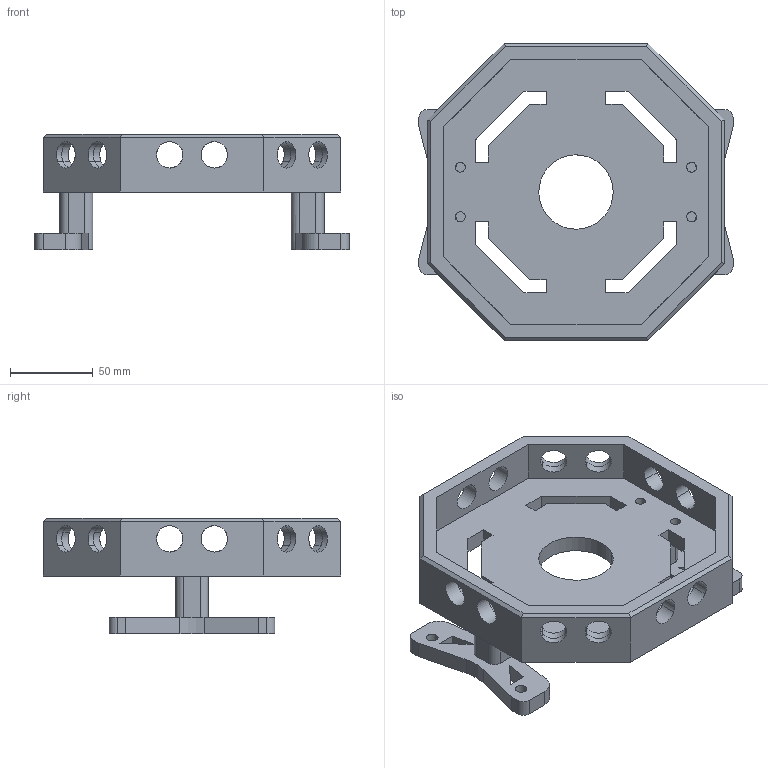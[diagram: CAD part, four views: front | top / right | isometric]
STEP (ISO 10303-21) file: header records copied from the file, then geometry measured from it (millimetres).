
FILE_DESCRIPTION(('CATIA V5 STEP Exchange'),'2;1');
FILE_NAME('TS10009.stp','2021-10-09T18:41:22+00:00',('none'),('none'),'CATIA Version 5 Release 21 GA (IN-10)','CATIA V5 STEP AP214','none');
FILE_SCHEMA(('AUTOMOTIVE_DESIGN { 1 0 10303 214 1 1 1 1 }'));
Length unit declared in the file: millimetre
Products named in the file (1): TS10009
Bounding box: 190 x 180 x 70 mm (x, y, z)
Volume: 420805.8 mm3; surface area: 111877.1 mm2
Topology: 1 solids, 1 shells, 215 faces, 612 edges, 406 vertices
Faces by surface type: plane 131, cylinder 84
Entity records: 7061 total; most frequent: CARTESIAN_POINT 1248, ORIENTED_EDGE 1224, DIRECTION 880, EDGE_CURVE 612, VECTOR 420, LINE 420, VERTEX_POINT 406, AXIS2_PLACEMENT_3D 314
